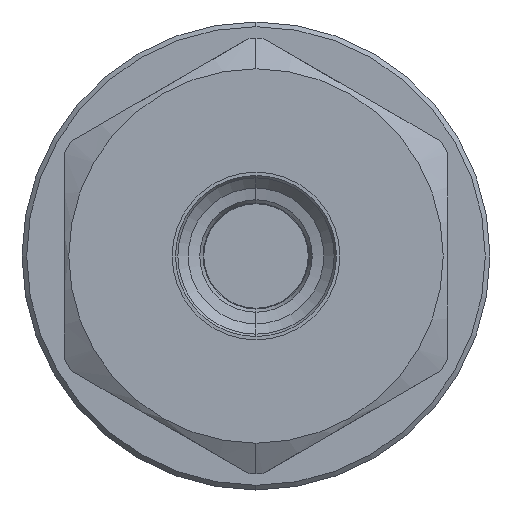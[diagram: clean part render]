
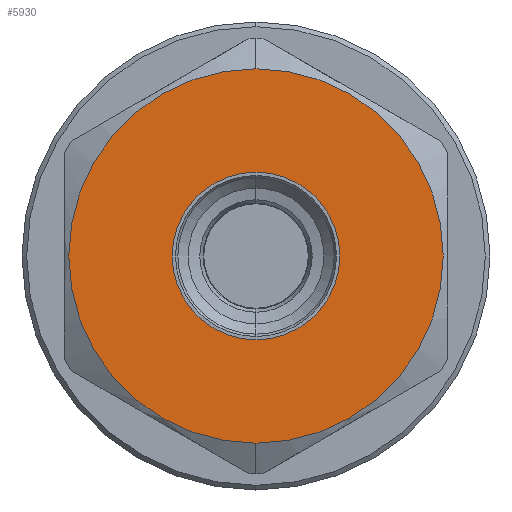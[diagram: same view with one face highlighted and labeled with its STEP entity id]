
A CAD part, left-side view. The second image highlights one B-rep face of the part: STEP entity #5930.
In plain terms, the highlighted planar face has unit normal (-1, 0, 0).
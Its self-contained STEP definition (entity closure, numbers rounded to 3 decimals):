
#25 = DIRECTION ( 'NONE',  ( 0., 0., 1. ) ) ;
#49 = CARTESIAN_POINT ( 'NONE',  ( 0., 0., 20. ) ) ;
#128 = CARTESIAN_POINT ( 'NONE',  ( 0., 0., -20. ) ) ;
#143 = DIRECTION ( 'NONE',  ( -1., 0., 0. ) ) ;
#204 = DIRECTION ( 'NONE',  ( -1., 0., 0. ) ) ;
#211 = VERTEX_POINT ( 'NONE', #128 ) ;
#278 = AXIS2_PLACEMENT_3D ( 'NONE', #5240, #2946, #1954 ) ;
#522 = ORIENTED_EDGE ( 'NONE', *, *, #2474, .T. ) ;
#537 = AXIS2_PLACEMENT_3D ( 'NONE', #1100, #2099, #2634 ) ;
#665 = VERTEX_POINT ( 'NONE', #1189 ) ;
#680 = DIRECTION ( 'NONE',  ( -1., 0., 0. ) ) ;
#687 = CIRCLE ( 'NONE', #2067, 8.955 ) ;
#1042 = CARTESIAN_POINT ( 'NONE',  ( 0., 0., 0. ) ) ;
#1100 = CARTESIAN_POINT ( 'NONE',  ( 0., 8.955, 0. ) ) ;
#1189 = CARTESIAN_POINT ( 'NONE',  ( 0., 0., 8.955 ) ) ;
#1605 = CIRCLE ( 'NONE', #3600, 20. ) ;
#1634 = DIRECTION ( 'NONE',  ( 0., 0., 1. ) ) ;
#1644 = VERTEX_POINT ( 'NONE', #4447 ) ;
#1647 = EDGE_LOOP ( 'NONE', ( #522, #2059 ) ) ;
#1831 = VERTEX_POINT ( 'NONE', #49 ) ;
#1954 = DIRECTION ( 'NONE',  ( 0., 0., 1. ) ) ;
#1955 = AXIS2_PLACEMENT_3D ( 'NONE', #3196, #680, #1634 ) ;
#2040 = CIRCLE ( 'NONE', #1955, 8.955 ) ;
#2059 = ORIENTED_EDGE ( 'NONE', *, *, #5549, .T. ) ;
#2067 = AXIS2_PLACEMENT_3D ( 'NONE', #2529, #204, #3000 ) ;
#2099 = DIRECTION ( 'NONE',  ( 1., 0., 0. ) ) ;
#2122 = EDGE_LOOP ( 'NONE', ( #3195, #3024 ) ) ;
#2474 = EDGE_CURVE ( 'NONE', #211, #1831, #4843, .T. ) ;
#2529 = CARTESIAN_POINT ( 'NONE',  ( 0., 0., 0. ) ) ;
#2634 = DIRECTION ( 'NONE',  ( 0., 0., -1. ) ) ;
#2946 = DIRECTION ( 'NONE',  ( -1., 0., 0. ) ) ;
#3000 = DIRECTION ( 'NONE',  ( 0., 0., 1. ) ) ;
#3024 = ORIENTED_EDGE ( 'NONE', *, *, #3707, .F. ) ;
#3195 = ORIENTED_EDGE ( 'NONE', *, *, #5079, .F. ) ;
#3196 = CARTESIAN_POINT ( 'NONE',  ( 0., 0., 0. ) ) ;
#3600 = AXIS2_PLACEMENT_3D ( 'NONE', #1042, #143, #25 ) ;
#3707 = EDGE_CURVE ( 'NONE', #1644, #665, #687, .T. ) ;
#4003 = PLANE ( 'NONE',  #537 ) ;
#4447 = CARTESIAN_POINT ( 'NONE',  ( 0., 0., -8.955 ) ) ;
#4718 = FACE_OUTER_BOUND ( 'NONE', #1647, .T. ) ;
#4843 = CIRCLE ( 'NONE', #278, 20. ) ;
#5079 = EDGE_CURVE ( 'NONE', #665, #1644, #2040, .T. ) ;
#5240 = CARTESIAN_POINT ( 'NONE',  ( 0., 0., 0. ) ) ;
#5549 = EDGE_CURVE ( 'NONE', #1831, #211, #1605, .T. ) ;
#5732 = FACE_BOUND ( 'NONE', #2122, .T. ) ;
#5930 = ADVANCED_FACE ( 'NONE', ( #5732, #4718 ), #4003, .F. ) ;
